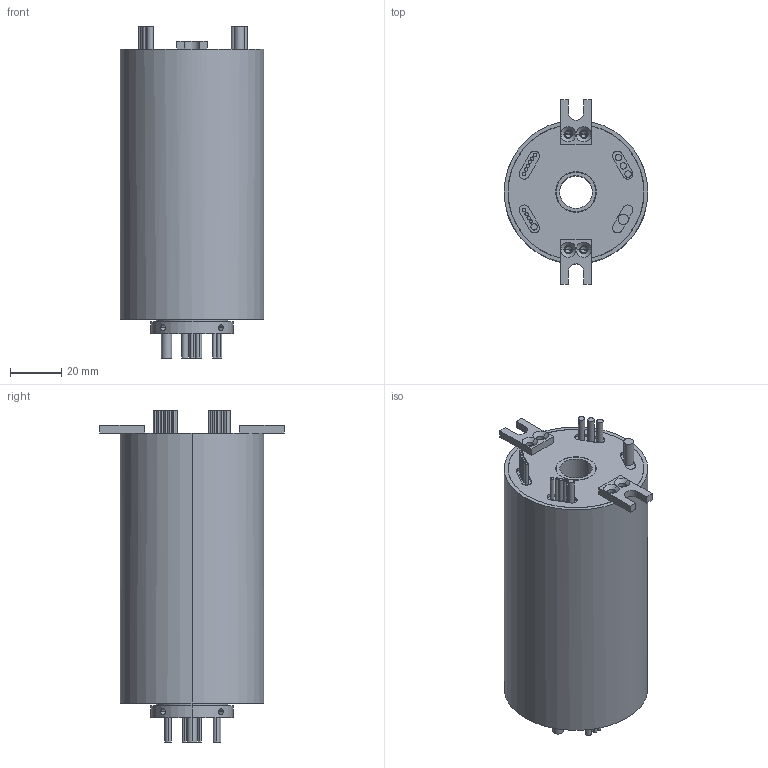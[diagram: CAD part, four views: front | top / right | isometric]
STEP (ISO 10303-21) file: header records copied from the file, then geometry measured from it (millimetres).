
FILE_DESCRIPTION (( 'STEP AP203' ), '1' );
FILE_NAME ('RX01231004.STEP', '2021-02-03T02:47:06', ( 'admin321' ), ( '' ), 'SwSTEP 2.0', 'SolidWorks 2014', '' );
FILE_SCHEMA (( 'CONFIG_CONTROL_DESIGN' ));
Length unit declared in the file: millimetre
Products named in the file (1): RX01231004
Bounding box: 56 x 72 x 129.4 mm (x, y, z)
Volume: 250579.6 mm3; surface area: 33367.6 mm2
Topology: 1 solids, 1 shells, 242 faces, 559 edges, 354 vertices
Faces by surface type: cylinder 140, plane 86, cone 16
Entity records: 7256 total; most frequent: CARTESIAN_POINT 1444, DIRECTION 1313, ORIENTED_EDGE 1102, EDGE_CURVE 551, AXIS2_PLACEMENT_3D 535, VERTEX_POINT 354, EDGE_LOOP 299, CIRCLE 292
